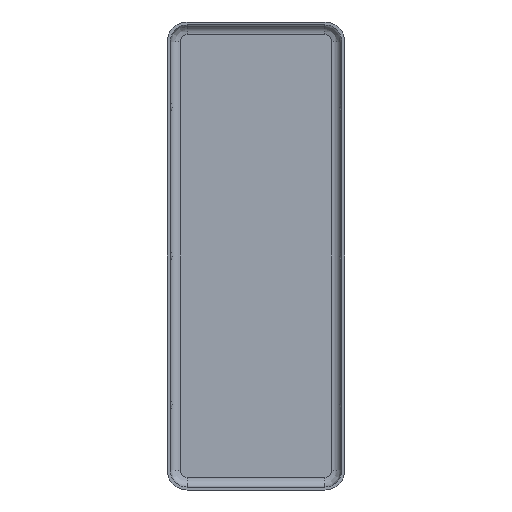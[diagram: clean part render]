
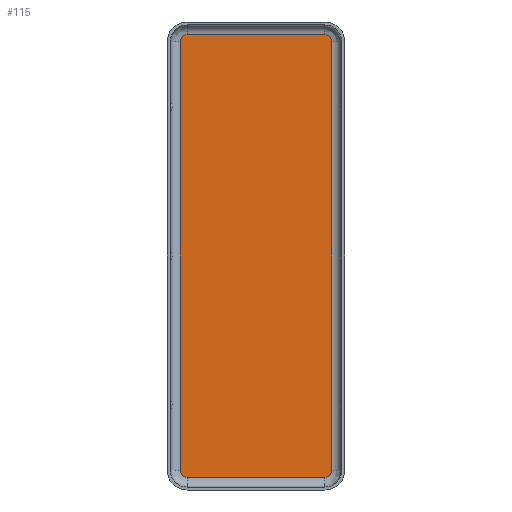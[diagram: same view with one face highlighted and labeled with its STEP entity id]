
A CAD part, front view. The second image highlights one B-rep face of the part: STEP entity #115.
In plain terms, the highlighted planar face has unit normal (0, -1, 0).
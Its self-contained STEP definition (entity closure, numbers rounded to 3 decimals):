
#115 = ADVANCED_FACE( 'NONE', ( #251 ), #252, .T. );
#251 = FACE_OUTER_BOUND( '', #478, .T. );
#252 = PLANE( '', #479 );
#478 = EDGE_LOOP( '', ( #821, #822, #823, #824, #825, #826, #827, #828 ) );
#479 = AXIS2_PLACEMENT_3D( '', #829, #830, #831 );
#821 = ORIENTED_EDGE( '', *, *, #1099, .F. );
#822 = ORIENTED_EDGE( '', *, *, #1100, .F. );
#823 = ORIENTED_EDGE( '', *, *, #1026, .F. );
#824 = ORIENTED_EDGE( '', *, *, #1079, .T. );
#825 = ORIENTED_EDGE( '', *, *, #1101, .T. );
#826 = ORIENTED_EDGE( '', *, *, #1082, .F. );
#827 = ORIENTED_EDGE( '', *, *, #1061, .T. );
#828 = ORIENTED_EDGE( '', *, *, #1102, .T. );
#829 = CARTESIAN_POINT( '', ( 6.95, 0., -21.6 ) );
#830 = DIRECTION( '', ( 0., -1., 0. ) );
#831 = DIRECTION( '', ( 0., 0., -1. ) );
#1026 = EDGE_CURVE( 'NONE', #1167, #1169, #1170, .T. );
#1061 = EDGE_CURVE( 'NONE', #1227, #1225, #1228, .T. );
#1079 = EDGE_CURVE( 'NONE', #1167, #1251, #1253, .T. );
#1082 = EDGE_CURVE( 'NONE', #1227, #1257, #1258, .T. );
#1099 = EDGE_CURVE( 'NONE', #1282, #1283, #1284, .T. );
#1100 = EDGE_CURVE( 'NONE', #1169, #1282, #1285, .T. );
#1101 = EDGE_CURVE( 'NONE', #1251, #1257, #1286, .T. );
#1102 = EDGE_CURVE( 'NONE', #1225, #1283, #1287, .T. );
#1167 = VERTEX_POINT( 'NONE', #1367 );
#1169 = VERTEX_POINT( 'NONE', #1369 );
#1170 = LINE( '', #1370, #1371 );
#1225 = VERTEX_POINT( 'NONE', #1436 );
#1227 = VERTEX_POINT( 'NONE', #1438 );
#1228 = LINE( '', #1439, #1440 );
#1251 = VERTEX_POINT( 'NONE', #1465 );
#1253 = CIRCLE( '', #1467, 0.7 );
#1257 = VERTEX_POINT( 'NONE', #1471 );
#1258 = CIRCLE( '', #1472, 0.7 );
#1282 = VERTEX_POINT( 'NONE', #1500 );
#1283 = VERTEX_POINT( 'NONE', #1501 );
#1284 = LINE( '', #1502, #1503 );
#1285 = CIRCLE( '', #1504, 0.7 );
#1286 = LINE( '', #1505, #1506 );
#1287 = CIRCLE( '', #1507, 0.7 );
#1367 = CARTESIAN_POINT( '', ( 7.65, 0., 21.6 ) );
#1369 = CARTESIAN_POINT( '', ( 7.65, 0., -21.6 ) );
#1370 = CARTESIAN_POINT( '', ( 7.65, 0., 0. ) );
#1371 = VECTOR( '', #1605, 1000. );
#1436 = CARTESIAN_POINT( '', ( -7.65, 0., -21.6 ) );
#1438 = CARTESIAN_POINT( '', ( -7.65, 0., 21.6 ) );
#1439 = CARTESIAN_POINT( '', ( -7.65, 0., 0. ) );
#1440 = VECTOR( '', #1658, 1000. );
#1465 = CARTESIAN_POINT( '', ( 6.95, 0., 22.3 ) );
#1467 = AXIS2_PLACEMENT_3D( '', #1691, #1692, #1693 );
#1471 = CARTESIAN_POINT( '', ( -6.95, 0., 22.3 ) );
#1472 = AXIS2_PLACEMENT_3D( '', #1697, #1698, #1699 );
#1500 = CARTESIAN_POINT( '', ( 6.95, 0., -22.3 ) );
#1501 = CARTESIAN_POINT( '', ( -6.95, 0., -22.3 ) );
#1502 = CARTESIAN_POINT( '', ( 6.95, 0., -22.3 ) );
#1503 = VECTOR( '', #1725, 1000. );
#1504 = AXIS2_PLACEMENT_3D( '', #1726, #1727, #1728 );
#1505 = CARTESIAN_POINT( '', ( 6.95, 0., 22.3 ) );
#1506 = VECTOR( '', #1729, 1000. );
#1507 = AXIS2_PLACEMENT_3D( '', #1730, #1731, #1732 );
#1605 = DIRECTION( '', ( 0., 0., -1. ) );
#1658 = DIRECTION( '', ( 0., 0., -1. ) );
#1691 = CARTESIAN_POINT( '', ( 6.95, 0., 21.6 ) );
#1692 = DIRECTION( '', ( 0., -1., 0. ) );
#1693 = DIRECTION( '', ( 0., 0., -1. ) );
#1697 = CARTESIAN_POINT( '', ( -6.95, 0., 21.6 ) );
#1698 = DIRECTION( '', ( 0., 1., 0. ) );
#1699 = DIRECTION( '', ( 0., 0., -1. ) );
#1725 = DIRECTION( '', ( -1., 0., 0. ) );
#1726 = CARTESIAN_POINT( '', ( 6.95, 0., -21.6 ) );
#1727 = DIRECTION( '', ( 0., 1., 0. ) );
#1728 = DIRECTION( '', ( 0., 0., 1. ) );
#1729 = DIRECTION( '', ( -1., 0., 0. ) );
#1730 = CARTESIAN_POINT( '', ( -6.95, 0., -21.6 ) );
#1731 = DIRECTION( '', ( 0., -1., 0. ) );
#1732 = DIRECTION( '', ( 0., 0., 1. ) );
